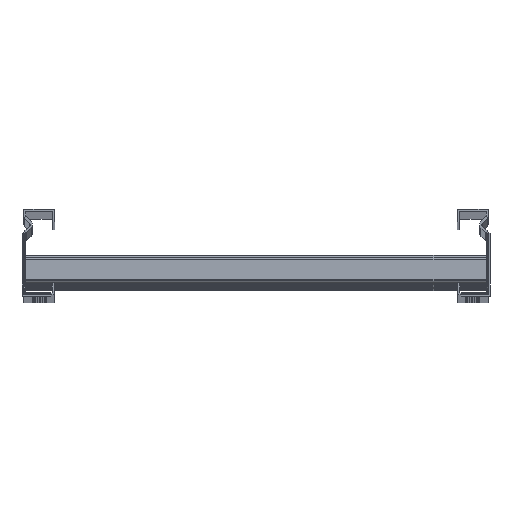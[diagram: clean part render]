
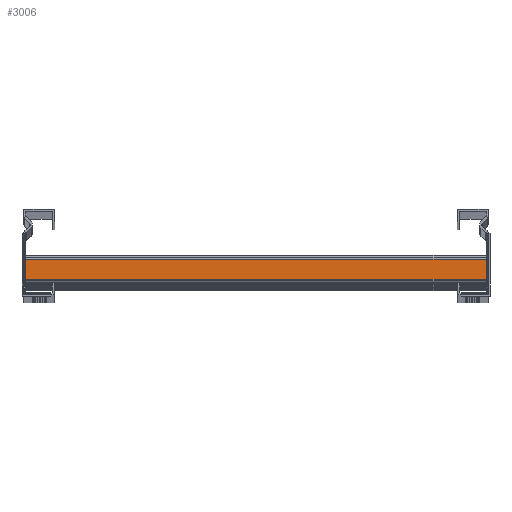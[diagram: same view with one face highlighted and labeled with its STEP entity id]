
A CAD part, top view. The second image highlights one B-rep face of the part: STEP entity #3006.
In plain terms, the highlighted face is planar.
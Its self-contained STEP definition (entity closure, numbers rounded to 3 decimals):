
#23 = DIRECTION ( 'NONE',  ( 0., -1., 0. ) ) ;
#549 = LINE ( 'NONE', #1175, #2093 ) ;
#568 = VERTEX_POINT ( 'NONE', #1659 ) ;
#584 = ORIENTED_EDGE ( 'NONE', *, *, #1946, .T. ) ;
#755 = PLANE ( 'NONE',  #8272 ) ;
#1175 = CARTESIAN_POINT ( 'NONE',  ( 18., 18., -149. ) ) ;
#1419 = VERTEX_POINT ( 'NONE', #2021 ) ;
#1659 = CARTESIAN_POINT ( 'NONE',  ( 18., 15.5, -149. ) ) ;
#1946 = EDGE_CURVE ( 'NONE', #7457, #1419, #2315, .T. ) ;
#2021 = CARTESIAN_POINT ( 'NONE',  ( 18., 2.5, -149. ) ) ;
#2093 = VECTOR ( 'NONE', #6635, 1000. ) ;
#2298 = VECTOR ( 'NONE', #23, 1000. ) ;
#2315 = LINE ( 'NONE', #8153, #9556 ) ;
#2473 = CARTESIAN_POINT ( 'NONE',  ( 18., 15.5, 149. ) ) ;
#2693 = VERTEX_POINT ( 'NONE', #8224 ) ;
#2783 = LINE ( 'NONE', #8543, #2298 ) ;
#2923 = EDGE_CURVE ( 'NONE', #2693, #7457, #2783, .T. ) ;
#3006 = ADVANCED_FACE ( 'NONE', ( #3138 ), #755, .T. ) ;
#3138 = FACE_OUTER_BOUND ( 'NONE', #5863, .T. ) ;
#3435 = ORIENTED_EDGE ( 'NONE', *, *, #8361, .F. ) ;
#3642 = EDGE_CURVE ( 'NONE', #568, #1419, #549, .T. ) ;
#5058 = ORIENTED_EDGE ( 'NONE', *, *, #3642, .F. ) ;
#5863 = EDGE_LOOP ( 'NONE', ( #5058, #3435, #9765, #584 ) ) ;
#6141 = CARTESIAN_POINT ( 'NONE',  ( 18., 18., 149. ) ) ;
#6174 = DIRECTION ( 'NONE',  ( 0., 0., -1. ) ) ;
#6635 = DIRECTION ( 'NONE',  ( 0., -1., 0. ) ) ;
#6850 = CARTESIAN_POINT ( 'NONE',  ( 18., 2.5, 149. ) ) ;
#7417 = LINE ( 'NONE', #2473, #9218 ) ;
#7457 = VERTEX_POINT ( 'NONE', #6850 ) ;
#8153 = CARTESIAN_POINT ( 'NONE',  ( 18., 2.5, 149. ) ) ;
#8224 = CARTESIAN_POINT ( 'NONE',  ( 18., 15.5, 149. ) ) ;
#8272 = AXIS2_PLACEMENT_3D ( 'NONE', #6141, #9177, #6174 ) ;
#8361 = EDGE_CURVE ( 'NONE', #2693, #568, #7417, .T. ) ;
#8543 = CARTESIAN_POINT ( 'NONE',  ( 18., 18., 149. ) ) ;
#8656 = DIRECTION ( 'NONE',  ( 0., 0., -1. ) ) ;
#8816 = DIRECTION ( 'NONE',  ( 0., 0., -1. ) ) ;
#9177 = DIRECTION ( 'NONE',  ( 1., 0., 0. ) ) ;
#9218 = VECTOR ( 'NONE', #8656, 1000. ) ;
#9556 = VECTOR ( 'NONE', #8816, 1000. ) ;
#9765 = ORIENTED_EDGE ( 'NONE', *, *, #2923, .T. ) ;
